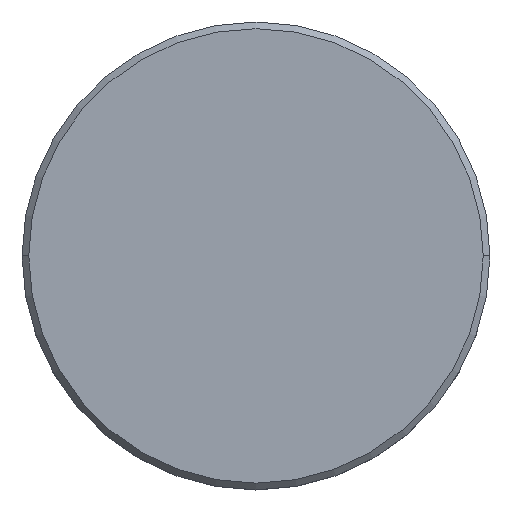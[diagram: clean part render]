
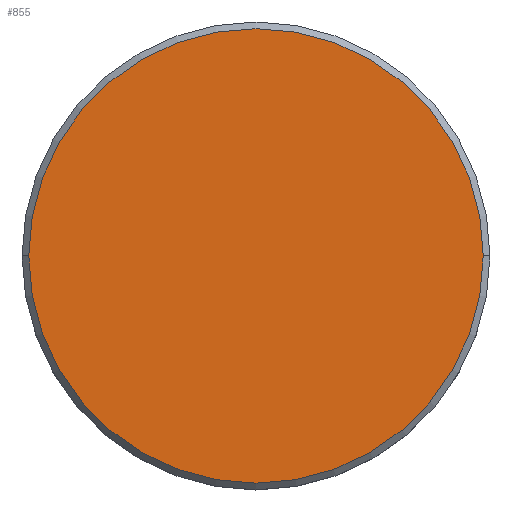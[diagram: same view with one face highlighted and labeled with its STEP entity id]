
A CAD part, top view. The second image highlights one B-rep face of the part: STEP entity #855.
In plain terms, the highlighted planar face has unit normal (0, 0, 1).
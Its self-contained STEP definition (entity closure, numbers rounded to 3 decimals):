
#48 = ORIENTED_EDGE ( 'NONE', *, *, #795, .T. ) ;
#53 = FACE_OUTER_BOUND ( 'NONE', #535, .T. ) ;
#187 = CARTESIAN_POINT ( 'NONE',  ( 17., 0., 0. ) ) ;
#242 = AXIS2_PLACEMENT_3D ( 'NONE', #1130, #698, #1021 ) ;
#349 = DIRECTION ( 'NONE',  ( 0., 0., 1. ) ) ;
#359 = CARTESIAN_POINT ( 'NONE',  ( 0., 0., 0. ) ) ;
#360 = CARTESIAN_POINT ( 'NONE',  ( -17., 0., 0. ) ) ;
#437 = DIRECTION ( 'NONE',  ( 1., 0., 0. ) ) ;
#530 = VERTEX_POINT ( 'NONE', #360 ) ;
#535 = EDGE_LOOP ( 'NONE', ( #48, #981 ) ) ;
#544 = DIRECTION ( 'NONE',  ( 0., 0., 1. ) ) ;
#567 = VERTEX_POINT ( 'NONE', #187 ) ;
#575 = EDGE_CURVE ( 'NONE', #567, #530, #704, .T. ) ;
#648 = PLANE ( 'NONE',  #807 ) ;
#698 = DIRECTION ( 'NONE',  ( 0., 0., 1. ) ) ;
#704 = CIRCLE ( 'NONE', #242, 17. ) ;
#793 = AXIS2_PLACEMENT_3D ( 'NONE', #1081, #544, #898 ) ;
#795 = EDGE_CURVE ( 'NONE', #530, #567, #1141, .T. ) ;
#807 = AXIS2_PLACEMENT_3D ( 'NONE', #359, #349, #437 ) ;
#855 = ADVANCED_FACE ( 'NONE', ( #53 ), #648, .T. ) ;
#898 = DIRECTION ( 'NONE',  ( 1., 0., 0. ) ) ;
#981 = ORIENTED_EDGE ( 'NONE', *, *, #575, .T. ) ;
#1021 = DIRECTION ( 'NONE',  ( 1., 0., 0. ) ) ;
#1081 = CARTESIAN_POINT ( 'NONE',  ( 0., 0., 0. ) ) ;
#1130 = CARTESIAN_POINT ( 'NONE',  ( 0., 0., 0. ) ) ;
#1141 = CIRCLE ( 'NONE', #793, 17. ) ;
